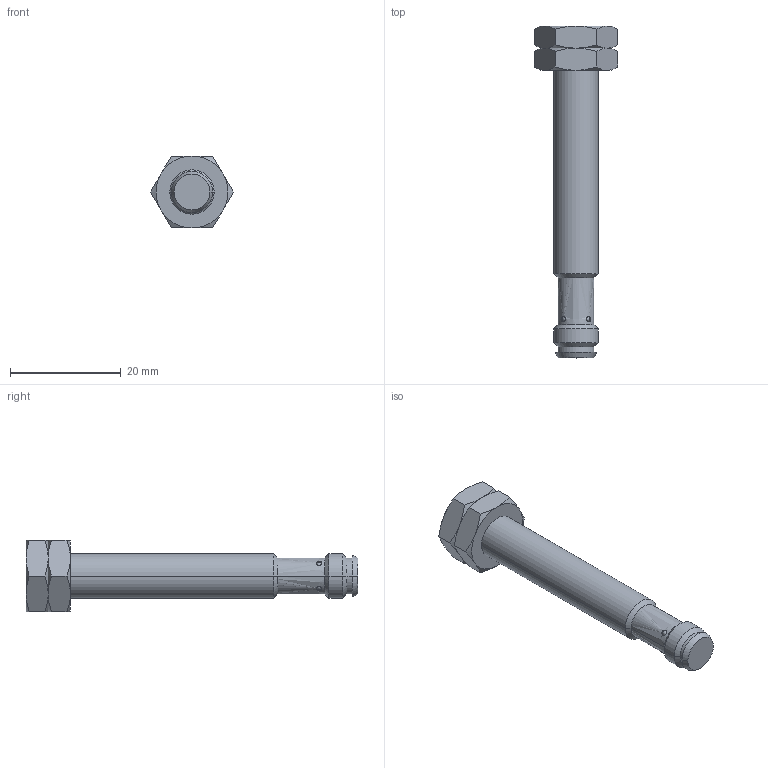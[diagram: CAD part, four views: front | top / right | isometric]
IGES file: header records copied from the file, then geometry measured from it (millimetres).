
Start section:  PTC IGES file: dw-as-701-m8-001.igs
Global section: file name: dw-as-701-m8-001.igs; native system:  by Parametric Technology Corporation; preprocessor: 2012420; organization: Unknown; date: 20150116.131731; units: millimetre
Bounding box: 15.01 x 60 x 13 mm (x, y, z)
Volume: 3577.5 mm3; surface area: 1941.8 mm2
Topology: 1 solids, 1 shells, 75 faces, 160 edges, 86 vertices
Faces by surface type: revolution 58, bspline 17
